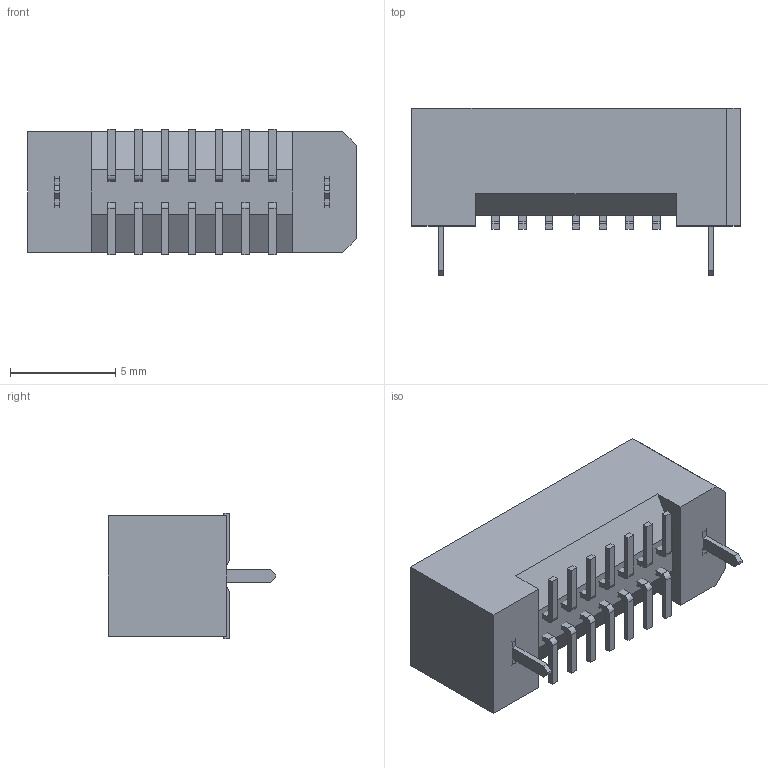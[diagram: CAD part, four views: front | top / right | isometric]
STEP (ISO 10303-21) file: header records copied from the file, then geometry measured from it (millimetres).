
FILE_DESCRIPTION(/* description */ ('STEP AP214'),/* implementation_level */ '2;1');
FILE_NAME(/* name */ 'TFM-107-02-L-D-WT',/* time_stamp */ '2023-05-17T16:32:09+02:00',/* author */ ('License CC BY-ND 4.0'),/* organization */ ('CADENAS'),/* preprocessor_version */ 'ST-DEVELOPER v19.3',/* originating_system */ 'PARTsolutions',/* authorisation */ ' ');
FILE_SCHEMA (('AUTOMOTIVE_DESIGN {1 0 10303 214 3 1 1}'));
Length unit declared in the file: inch
Products named in the file (4): TFM-107-02-L-D-WT; WT-25-04-T; TFM-107-02-L-D_pins; TFM-107-02-L-D-WT_terminal
Assembly tree (4 placements, depth 2):
  TFM-107-02-L-D-WT
    WT-25-04-T  x2
    TFM-107-02-L-D_pins
    TFM-107-02-L-D-WT_terminal
Bounding box: 15.57 x 7.95 x 5.97 mm (x, y, z)
Volume: 306.2 mm3; surface area: 810 mm2
Topology: 4 solids, 4 shells, 245 faces, 677 edges, 455 vertices
Faces by surface type: plane 195, cylinder 50
Full cylindrical faces by diameter (mm): 0.457 x14
Entity records: 7054 total; most frequent: CARTESIAN_POINT 1230, ORIENTED_EDGE 1190, DIRECTION 1147, EDGE_CURVE 595, LINE 503, VECTOR 503, VERTEX_POINT 405, AXIS2_PLACEMENT_3D 322
